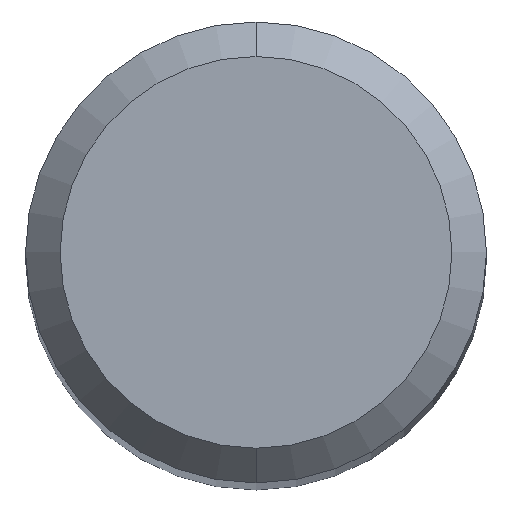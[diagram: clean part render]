
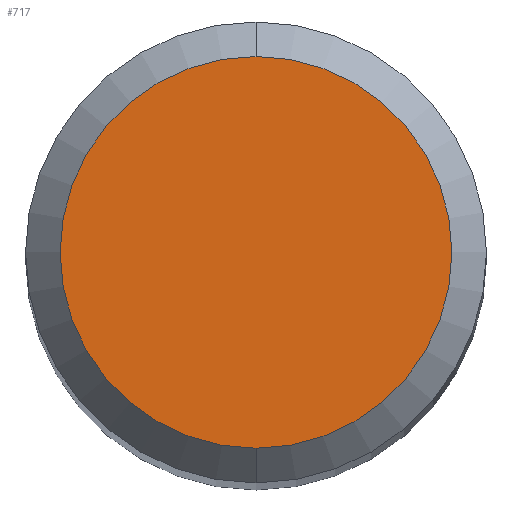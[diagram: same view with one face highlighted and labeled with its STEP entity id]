
A CAD part, top view. The second image highlights one B-rep face of the part: STEP entity #717.
In plain terms, the highlighted planar face has unit normal (0, 0, 1).
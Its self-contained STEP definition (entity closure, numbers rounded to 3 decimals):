
#543=VERTEX_POINT('',#1313);
#547=VERTEX_POINT('',#1317);
#717=ADVANCED_FACE('',(#1499),#1500,.T.);
#803=EDGE_CURVE('',#547,#543,#1596,.T.);
#987=EDGE_CURVE('',#543,#547,#1796,.T.);
#1313=CARTESIAN_POINT('',(0.,-1.7,0.0));
#1317=CARTESIAN_POINT('',(0.0,1.7,0.0));
#1499=FACE_OUTER_BOUND('',#3280,.T.);
#1500=PLANE('',#3281);
#1596=CIRCLE('',#3787,1.7);
#1796=CIRCLE('',#4480,1.7);
#3280=EDGE_LOOP('',(#5384,#5385));
#3281=AXIS2_PLACEMENT_3D('',#5386,#5387,#5388);
#3787=AXIS2_PLACEMENT_3D('',#5508,#5509,#5510);
#4480=AXIS2_PLACEMENT_3D('',#5764,#5765,#5766);
#5384=ORIENTED_EDGE('',*,*,#803,.F.);
#5385=ORIENTED_EDGE('',*,*,#987,.F.);
#5386=CARTESIAN_POINT('',(0.0,0.85,0.0));
#5387=DIRECTION('',(-0.0,0.0,1.0));
#5388=DIRECTION('',(0.0,-1.0,0.0));
#5508=CARTESIAN_POINT('',(0.0,0.0,0.0));
#5509=DIRECTION('',(0.0,0.0,-1.0));
#5510=DIRECTION('',(0.0,1.0,0.0));
#5764=CARTESIAN_POINT('',(0.0,0.0,0.0));
#5765=DIRECTION('',(0.0,0.0,-1.0));
#5766=DIRECTION('',(0.0,1.0,0.0));
